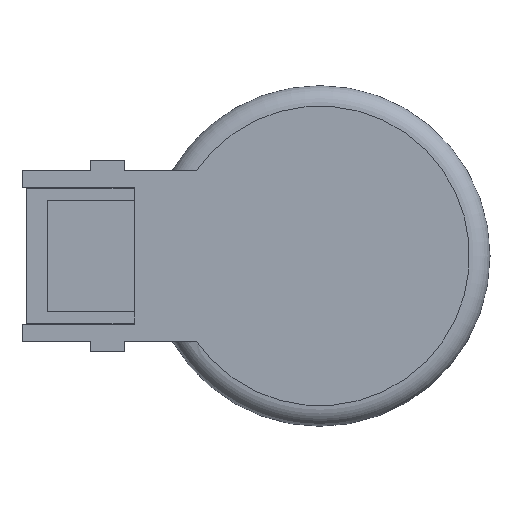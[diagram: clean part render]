
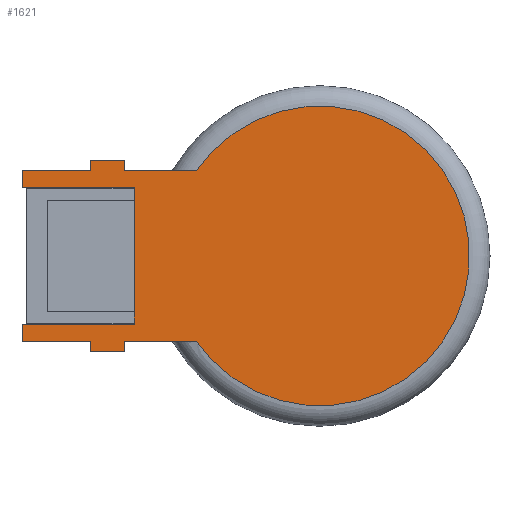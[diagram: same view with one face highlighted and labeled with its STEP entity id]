
A CAD part, top view. The second image highlights one B-rep face of the part: STEP entity #1621.
In plain terms, the highlighted planar face has unit normal (0, 0, 1).
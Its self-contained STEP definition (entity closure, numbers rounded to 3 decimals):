
#64=CIRCLE('',#1741,22.);
#135=FACE_OUTER_BOUND('',#225,.T.);
#225=EDGE_LOOP('',(#1365,#1366,#1367,#1368,#1369,#1370,#1371,#1372,#1373,
#1374,#1375,#1376,#1377,#1378,#1379,#1380,#1381,#1382));
#321=LINE('',#2364,#520);
#323=LINE('',#2369,#522);
#326=LINE('',#2376,#525);
#327=LINE('',#2379,#526);
#382=LINE('',#2536,#581);
#385=LINE('',#2542,#584);
#387=LINE('',#2546,#586);
#394=LINE('',#2559,#593);
#403=LINE('',#2577,#602);
#430=LINE('',#2630,#629);
#431=LINE('',#2631,#630);
#432=LINE('',#2633,#631);
#433=LINE('',#2636,#632);
#434=LINE('',#2637,#633);
#435=LINE('',#2639,#634);
#436=LINE('',#2641,#635);
#437=LINE('',#2642,#636);
#520=VECTOR('',#1914,10.);
#522=VECTOR('',#1918,10.);
#525=VECTOR('',#1925,10.);
#526=VECTOR('',#1928,10.);
#581=VECTOR('',#2033,10.);
#584=VECTOR('',#2038,10.);
#586=VECTOR('',#2042,10.);
#593=VECTOR('',#2051,10.);
#602=VECTOR('',#2064,10.);
#629=VECTOR('',#2121,10.);
#630=VECTOR('',#2122,10.);
#631=VECTOR('',#2123,10.);
#632=VECTOR('',#2126,10.);
#633=VECTOR('',#2127,10.);
#634=VECTOR('',#2128,10.);
#635=VECTOR('',#2129,10.);
#636=VECTOR('',#2130,10.);
#705=VERTEX_POINT('',#2360);
#706=VERTEX_POINT('',#2362);
#707=VERTEX_POINT('',#2366);
#708=VERTEX_POINT('',#2368);
#710=VERTEX_POINT('',#2374);
#711=VERTEX_POINT('',#2378);
#757=VERTEX_POINT('',#2533);
#758=VERTEX_POINT('',#2535);
#759=VERTEX_POINT('',#2539);
#760=VERTEX_POINT('',#2541);
#761=VERTEX_POINT('',#2545);
#766=VERTEX_POINT('',#2558);
#772=VERTEX_POINT('',#2574);
#773=VERTEX_POINT('',#2576);
#785=VERTEX_POINT('',#2632);
#786=VERTEX_POINT('',#2634);
#787=VERTEX_POINT('',#2638);
#788=VERTEX_POINT('',#2640);
#876=EDGE_CURVE('',#705,#706,#321,.T.);
#878=EDGE_CURVE('',#708,#707,#323,.T.);
#882=EDGE_CURVE('',#707,#710,#326,.T.);
#883=EDGE_CURVE('',#711,#705,#327,.T.);
#948=EDGE_CURVE('',#757,#758,#382,.T.);
#951=EDGE_CURVE('',#759,#760,#385,.T.);
#953=EDGE_CURVE('',#761,#758,#387,.T.);
#960=EDGE_CURVE('',#766,#761,#394,.T.);
#969=EDGE_CURVE('',#773,#772,#403,.T.);
#996=EDGE_CURVE('',#760,#706,#430,.T.);
#997=EDGE_CURVE('',#759,#773,#431,.T.);
#998=EDGE_CURVE('',#785,#772,#432,.T.);
#999=EDGE_CURVE('',#786,#785,#64,.T.);
#1000=EDGE_CURVE('',#786,#766,#433,.T.);
#1001=EDGE_CURVE('',#757,#708,#434,.T.);
#1002=EDGE_CURVE('',#710,#787,#435,.T.);
#1003=EDGE_CURVE('',#787,#788,#436,.T.);
#1004=EDGE_CURVE('',#788,#711,#437,.T.);
#1365=ORIENTED_EDGE('',*,*,#883,.T.);
#1366=ORIENTED_EDGE('',*,*,#876,.T.);
#1367=ORIENTED_EDGE('',*,*,#996,.F.);
#1368=ORIENTED_EDGE('',*,*,#951,.F.);
#1369=ORIENTED_EDGE('',*,*,#997,.T.);
#1370=ORIENTED_EDGE('',*,*,#969,.T.);
#1371=ORIENTED_EDGE('',*,*,#998,.F.);
#1372=ORIENTED_EDGE('',*,*,#999,.F.);
#1373=ORIENTED_EDGE('',*,*,#1000,.T.);
#1374=ORIENTED_EDGE('',*,*,#960,.T.);
#1375=ORIENTED_EDGE('',*,*,#953,.T.);
#1376=ORIENTED_EDGE('',*,*,#948,.F.);
#1377=ORIENTED_EDGE('',*,*,#1001,.T.);
#1378=ORIENTED_EDGE('',*,*,#878,.T.);
#1379=ORIENTED_EDGE('',*,*,#882,.T.);
#1380=ORIENTED_EDGE('',*,*,#1002,.T.);
#1381=ORIENTED_EDGE('',*,*,#1003,.T.);
#1382=ORIENTED_EDGE('',*,*,#1004,.T.);
#1543=PLANE('',#1740);
#1621=ADVANCED_FACE('',(#135),#1543,.T.);
#1740=AXIS2_PLACEMENT_3D('',#2629,#2119,#2120);
#1741=AXIS2_PLACEMENT_3D('',#2635,#2124,#2125);
#1914=DIRECTION('',(0.,-1.,0.));
#1918=DIRECTION('',(0.,-1.,0.));
#1925=DIRECTION('',(1.,0.,0.));
#1928=DIRECTION('',(-1.,0.,0.));
#2033=DIRECTION('',(0.,1.,0.));
#2038=DIRECTION('',(0.,1.,0.));
#2042=DIRECTION('',(-1.,0.,0.));
#2051=DIRECTION('',(0.,1.,0.));
#2064=DIRECTION('',(0.,1.,0.));
#2119=DIRECTION('center_axis',(0.,0.,1.));
#2120=DIRECTION('ref_axis',(-1.,0.,0.));
#2121=DIRECTION('',(-1.,0.,0.));
#2122=DIRECTION('',(1.,0.,0.));
#2123=DIRECTION('',(-1.,0.,0.));
#2124=DIRECTION('center_axis',(0.,0.,-1.));
#2125=DIRECTION('ref_axis',(1.,0.,0.));
#2126=DIRECTION('',(-1.,0.,0.));
#2127=DIRECTION('',(-1.,0.,0.));
#2128=DIRECTION('',(1.,0.,0.));
#2129=DIRECTION('',(0.,-1.,0.));
#2130=DIRECTION('',(-1.,0.,0.));
#2360=CARTESIAN_POINT('',(-1.672,9.936,13.));
#2362=CARTESIAN_POINT('',(-1.672,7.436,13.));
#2364=CARTESIAN_POINT('',(-1.671,32.436,13.));
#2366=CARTESIAN_POINT('',(-1.671,29.936,13.));
#2368=CARTESIAN_POINT('',(-1.671,32.436,13.));
#2369=CARTESIAN_POINT('',(-1.671,32.436,13.));
#2374=CARTESIAN_POINT('',(2.329,29.936,13.));
#2376=CARTESIAN_POINT('',(22.183,29.935,13.));
#2378=CARTESIAN_POINT('',(2.328,9.936,13.));
#2379=CARTESIAN_POINT('',(22.183,9.935,13.));
#2533=CARTESIAN_POINT('',(8.387,32.436,13.));
#2535=CARTESIAN_POINT('',(8.387,33.936,13.));
#2536=CARTESIAN_POINT('',(8.387,35.436,13.));
#2539=CARTESIAN_POINT('',(8.386,5.936,13.));
#2541=CARTESIAN_POINT('',(8.386,7.436,13.));
#2542=CARTESIAN_POINT('',(8.386,4.436,13.));
#2545=CARTESIAN_POINT('',(13.387,33.936,13.));
#2546=CARTESIAN_POINT('',(13.387,33.936,13.));
#2558=CARTESIAN_POINT('',(13.387,32.436,13.));
#2559=CARTESIAN_POINT('',(13.387,27.686,13.));
#2574=CARTESIAN_POINT('',(13.386,7.436,13.));
#2576=CARTESIAN_POINT('',(13.386,5.936,13.));
#2577=CARTESIAN_POINT('',(13.386,13.686,13.));
#2629=CARTESIAN_POINT('Origin',(42.037,19.935,13.));
#2630=CARTESIAN_POINT('',(32.683,7.435,13.));
#2631=CARTESIAN_POINT('',(30.211,5.935,13.));
#2632=CARTESIAN_POINT('',(23.933,7.435,13.));
#2633=CARTESIAN_POINT('',(32.683,7.435,13.));
#2634=CARTESIAN_POINT('',(23.933,32.435,13.));
#2635=CARTESIAN_POINT('Origin',(42.037,19.935,13.));
#2636=CARTESIAN_POINT('',(30.212,32.435,13.));
#2637=CARTESIAN_POINT('',(20.183,32.436,13.));
#2638=CARTESIAN_POINT('',(14.829,29.936,13.));
#2639=CARTESIAN_POINT('',(21.683,29.936,13.));
#2640=CARTESIAN_POINT('',(14.829,9.936,13.));
#2641=CARTESIAN_POINT('',(14.829,24.935,13.));
#2642=CARTESIAN_POINT('',(27.933,9.936,13.));
